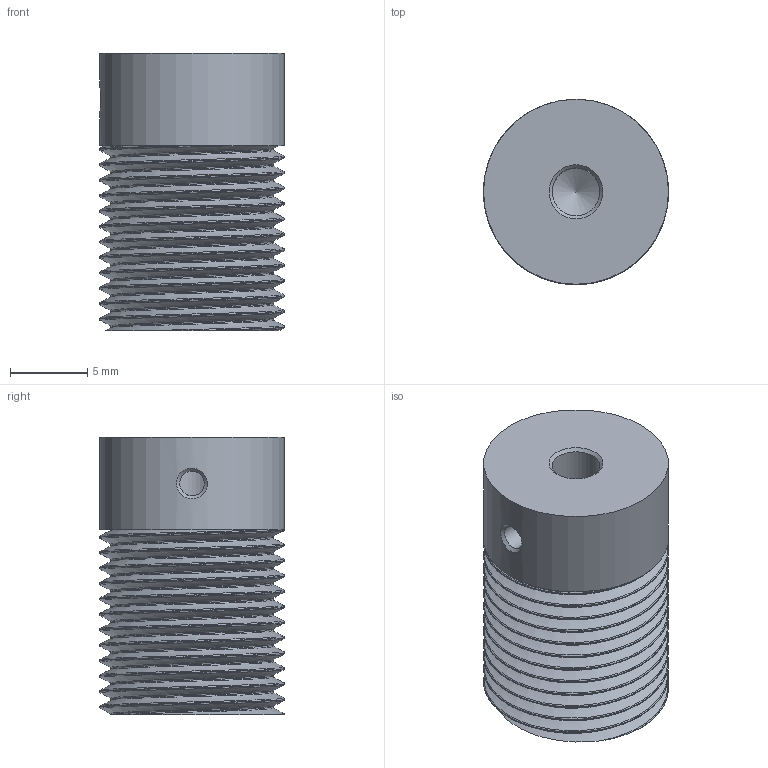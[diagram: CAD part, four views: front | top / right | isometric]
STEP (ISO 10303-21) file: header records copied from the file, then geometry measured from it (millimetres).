
FILE_DESCRIPTION(/* description */ (''),/* implementation_level */ '2;1');
FILE_NAME(/* name */ 'Adaptateur mandrin.stp',/* time_stamp */ '2019-04-25T18:39:54+02:00',/* author */ ('Pascal'),/* organization */ (''),/* preprocessor_version */ 'ST-DEVELOPER v17',/* originating_system */ 'Autodesk Inventor 2019',/* authorisation */ '');
FILE_SCHEMA (('AUTOMOTIVE_DESIGN { 1 0 10303 214 3 1 1 }'));
Length unit declared in the file: millimetre
Products named in the file (1): Adaptateur mandrin
Bounding box: 12 x 12 x 18 mm (x, y, z)
Volume: 1757.4 mm3; surface area: 2207.3 mm2
Topology: 2 solids, 2 shells, 33 faces, 92 edges, 63 vertices
Faces by surface type: cylinder 18, bspline 7, plane 5, cone 3
Full cylindrical faces by diameter (mm): 1.6 x1, 3.1 x1, 10.517 x2, 12 x12
Entity records: 7271 total; most frequent: CARTESIAN_POINT 6471, ORIENTED_EDGE 182, DIRECTION 116, EDGE_CURVE 91, VERTEX_POINT 63, B_SPLINE_CURVE_WITH_KNOTS 49, AXIS2_PLACEMENT_3D 47, EDGE_LOOP 38
